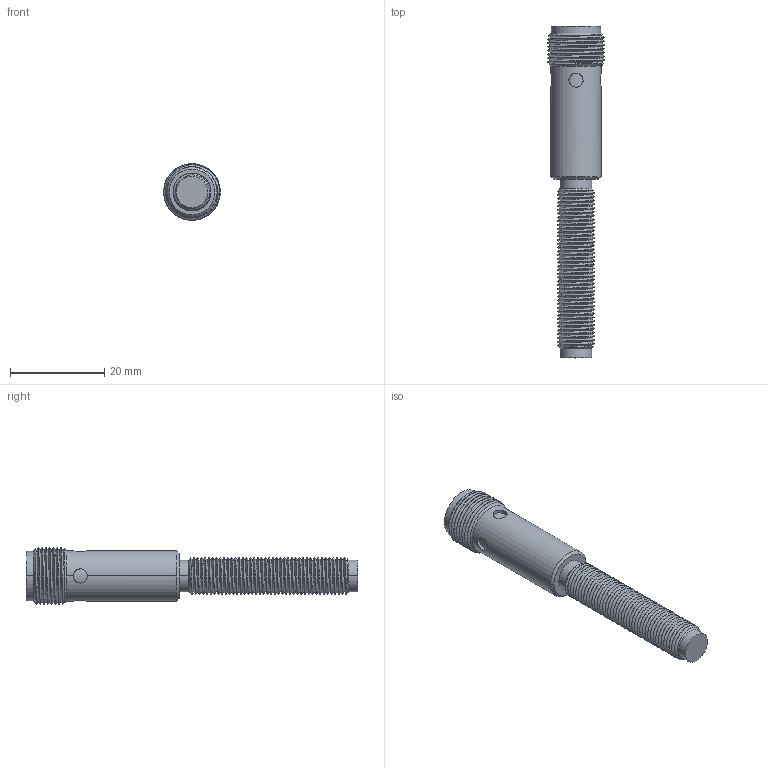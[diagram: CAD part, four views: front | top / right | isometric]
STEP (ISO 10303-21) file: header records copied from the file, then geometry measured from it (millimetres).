
FILE_DESCRIPTION((''),'2;1');
FILE_NAME('ECS1-0802X-XRU4','2017-01-09T',('Administrator'),(''),'PRO/ENGINEER BY PARAMETRIC TECHNOLOGY CORPORATION, 2007170','PRO/ENGINEER BY PARAMETRIC TECHNOLOGY CORPORATION, 2007170','');
FILE_SCHEMA(('CONFIG_CONTROL_DESIGN'));
Length unit declared in the file: millimetre
Products named in the file (1): ECS1-0802X-XRU4
Bounding box: 12 x 70.5 x 12 mm (x, y, z)
Volume: 4121.9 mm3; surface area: 3460.6 mm2
Topology: 1 solids, 1 shells, 185 faces, 533 edges, 351 vertices
Faces by surface type: cylinder 128, bspline 30, cone 10, plane 8, sphere 8, torus 1
Entity records: 14870 total; most frequent: CARTESIAN_POINT 10578, ORIENTED_EDGE 1050, DIRECTION 637, EDGE_CURVE 525, VERTEX_POINT 351, B_SPLINE_CURVE_WITH_KNOTS 280, AXIS2_PLACEMENT_3D 237, EDGE_LOOP 194
